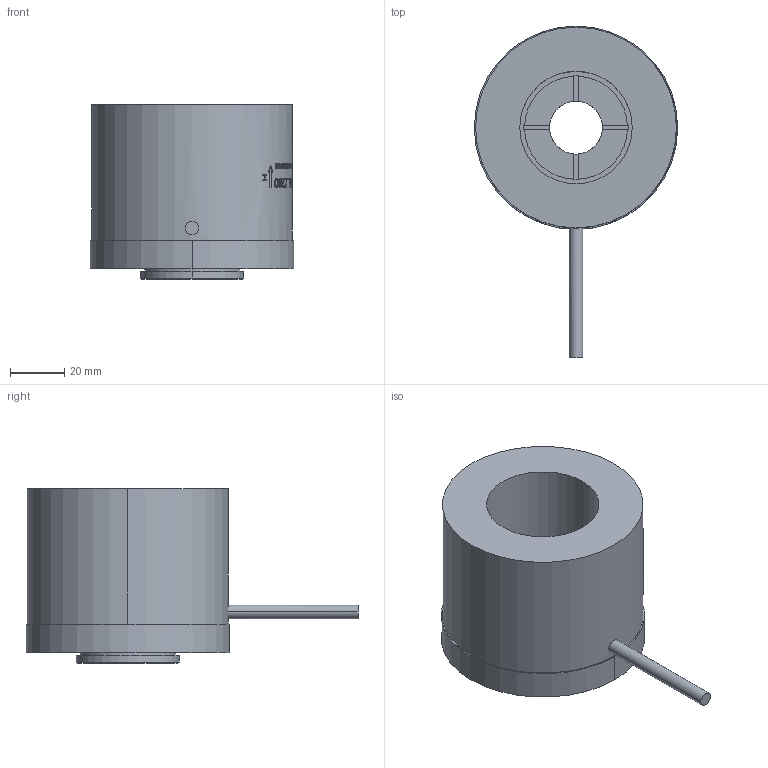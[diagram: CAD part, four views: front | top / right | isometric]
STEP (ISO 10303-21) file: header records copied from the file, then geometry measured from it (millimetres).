
FILE_DESCRIPTION (( 'STEP AP203' ), '1' );
FILE_NAME ('P76.Z200-B1（内径41.5）压电物镜驱动器3D模型发客户2022.12.23.STEP', '2022-12-23T03:35:12', ( 'Micorosoft' ), ( 'Micorosoft' ), 'SwSTEP 2.0', 'SolidWorks 2016', '' );
FILE_SCHEMA (( 'CONFIG_CONTROL_DESIGN' ));
Products named in the file (1): P76.Z200-B1（内径41.5）压电物镜驱动器3D模型发客户2022.12.23
Bounding box: 75 x 122.4 x 64.5 mm (x, y, z)
Volume: 193133.8 mm3; surface area: 31984.8 mm2
Topology: 1 solids, 1 shells, 2463 faces, 7168 edges, 4778 vertices
Faces by surface type: bspline 1911, plane 460, cylinder 90, cone 2
Entity records: 94114 total; most frequent: CARTESIAN_POINT 45946, ORIENTED_EDGE 14336, EDGE_CURVE 7168, B_SPLINE_CURVE_WITH_KNOTS 5951, VERTEX_POINT 4778, DIRECTION 2869, EDGE_LOOP 2536, ADVANCED_FACE 2463
